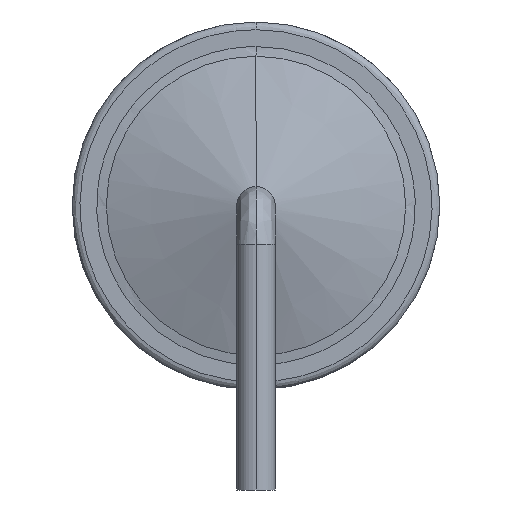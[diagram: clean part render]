
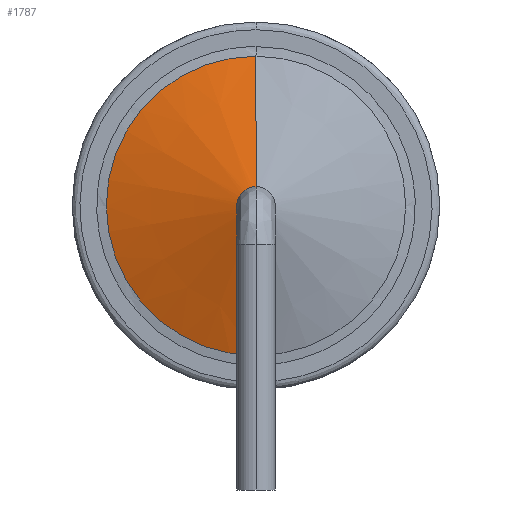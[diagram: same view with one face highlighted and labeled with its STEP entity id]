
A CAD part, left-side view. The second image highlights one B-rep face of the part: STEP entity #1787.
In plain terms, the highlighted conical face has half-angle 71.885 degrees and reference radius 3.879 mm.
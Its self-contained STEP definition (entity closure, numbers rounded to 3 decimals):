
#270 = DIRECTION ( 'NONE',  ( 1., 0., 0. ) ) ;
#271 = VERTEX_POINT ( 'NONE', #3194 ) ;
#332 = CONICAL_SURFACE ( 'NONE', #2616, 3.879, 1.255 ) ;
#751 = CIRCLE ( 'NONE', #1328, 0.5 ) ;
#946 = EDGE_CURVE ( 'NONE', #4457, #271, #1320, .T. ) ;
#1105 = DIRECTION ( 'NONE',  ( -1., 0., 0. ) ) ;
#1183 = ORIENTED_EDGE ( 'NONE', *, *, #3831, .T. ) ;
#1246 = DIRECTION ( 'NONE',  ( 0.311, 0., 0.95 ) ) ;
#1320 = CIRCLE ( 'NONE', #5656, 3.879 ) ;
#1328 = AXIS2_PLACEMENT_3D ( 'NONE', #4663, #270, #5392 ) ;
#1418 = VERTEX_POINT ( 'NONE', #2915 ) ;
#1472 = EDGE_LOOP ( 'NONE', ( #6525, #1183, #3364, #3234 ) ) ;
#1601 = LINE ( 'NONE', #2717, #3518 ) ;
#1615 = DIRECTION ( 'NONE',  ( 0., 0., -1. ) ) ;
#1787 = ADVANCED_FACE ( 'NONE', ( #3199 ), #332, .T. ) ;
#2472 = DIRECTION ( 'NONE',  ( 0.311, 0., -0.95 ) ) ;
#2616 = AXIS2_PLACEMENT_3D ( 'NONE', #5957, #6674, #1615 ) ;
#2717 = CARTESIAN_POINT ( 'NONE',  ( -22.645, 0., 8.644 ) ) ;
#2915 = CARTESIAN_POINT ( 'NONE',  ( -23.75, 0., 4.265 ) ) ;
#3186 = CARTESIAN_POINT ( 'NONE',  ( -23.75, 0., 5.265 ) ) ;
#3194 = CARTESIAN_POINT ( 'NONE',  ( -22.645, 0., 0.886 ) ) ;
#3199 = FACE_OUTER_BOUND ( 'NONE', #1472, .T. ) ;
#3234 = ORIENTED_EDGE ( 'NONE', *, *, #6380, .F. ) ;
#3364 = ORIENTED_EDGE ( 'NONE', *, *, #946, .T. ) ;
#3518 = VECTOR ( 'NONE', #1246, 1000. ) ;
#3831 = EDGE_CURVE ( 'NONE', #8391, #4457, #1601, .T. ) ;
#4193 = CARTESIAN_POINT ( 'NONE',  ( -22.645, 0., 8.644 ) ) ;
#4457 = VERTEX_POINT ( 'NONE', #4193 ) ;
#4546 = EDGE_CURVE ( 'NONE', #1418, #8391, #751, .T. ) ;
#4663 = CARTESIAN_POINT ( 'NONE',  ( -23.75, 0., 4.765 ) ) ;
#5392 = DIRECTION ( 'NONE',  ( 0., 0., 1. ) ) ;
#5484 = CARTESIAN_POINT ( 'NONE',  ( -22.645, 0., 4.765 ) ) ;
#5656 = AXIS2_PLACEMENT_3D ( 'NONE', #5484, #1105, #6215 ) ;
#5908 = LINE ( 'NONE', #7553, #7819 ) ;
#5957 = CARTESIAN_POINT ( 'NONE',  ( -22.645, 0., 4.765 ) ) ;
#6215 = DIRECTION ( 'NONE',  ( 0., 0., 1. ) ) ;
#6380 = EDGE_CURVE ( 'NONE', #1418, #271, #5908, .T. ) ;
#6525 = ORIENTED_EDGE ( 'NONE', *, *, #4546, .T. ) ;
#6674 = DIRECTION ( 'NONE',  ( 1., 0., 0. ) ) ;
#7553 = CARTESIAN_POINT ( 'NONE',  ( -22.645, 0., 0.886 ) ) ;
#7819 = VECTOR ( 'NONE', #2472, 1000. ) ;
#8391 = VERTEX_POINT ( 'NONE', #3186 ) ;
